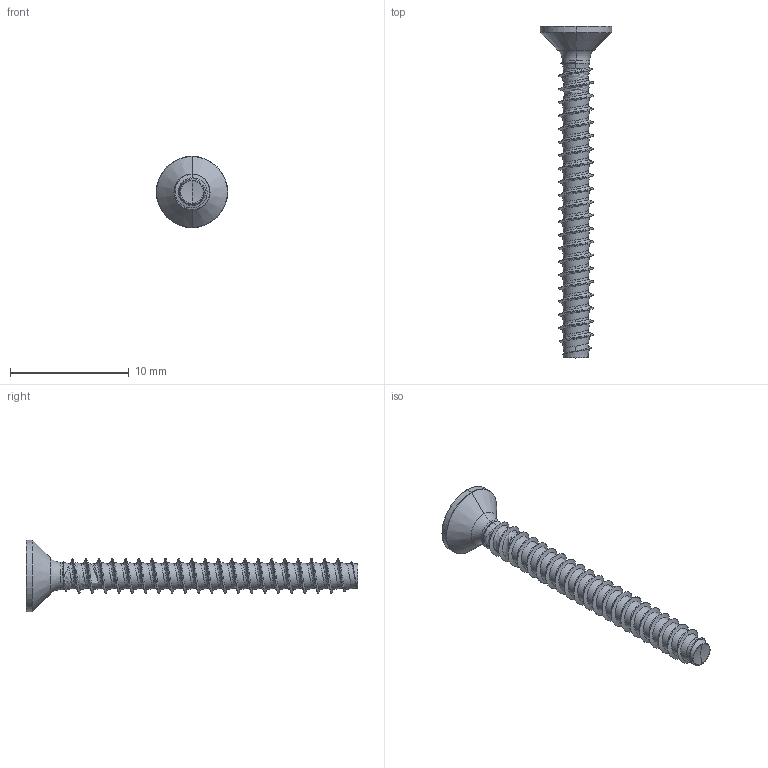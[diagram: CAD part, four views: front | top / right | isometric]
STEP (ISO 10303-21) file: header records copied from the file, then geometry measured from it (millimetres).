
FILE_DESCRIPTION (( 'STEP AP203' ), '1' );
FILE_NAME ('STP330300280.STEP', '2020-09-04T15:50:33', ( '' ), ( '' ), 'SwSTEP 2.0', 'SolidWorks 2015', '' );
FILE_SCHEMA (( 'CONFIG_CONTROL_DESIGN' ));
Length unit declared in the file: millimetre
Products named in the file (2): STP330300280
Bounding box: 6 x 28 x 6 mm (x, y, z)
Volume: 144.4 mm3; surface area: 366.9 mm2
Topology: 1 solids, 1 shells, 206 faces, 487 edges, 283 vertices
Faces by surface type: cylinder 90, bspline 51, sphere 26, plane 22, cone 11, torus 6
Entity records: 34721 total; most frequent: CARTESIAN_POINT 30435, ORIENTED_EDGE 970, DIRECTION 739, EDGE_CURVE 485, AXIS2_PLACEMENT_3D 297, VERTEX_POINT 283, EDGE_LOOP 208, ADVANCED_FACE 206
